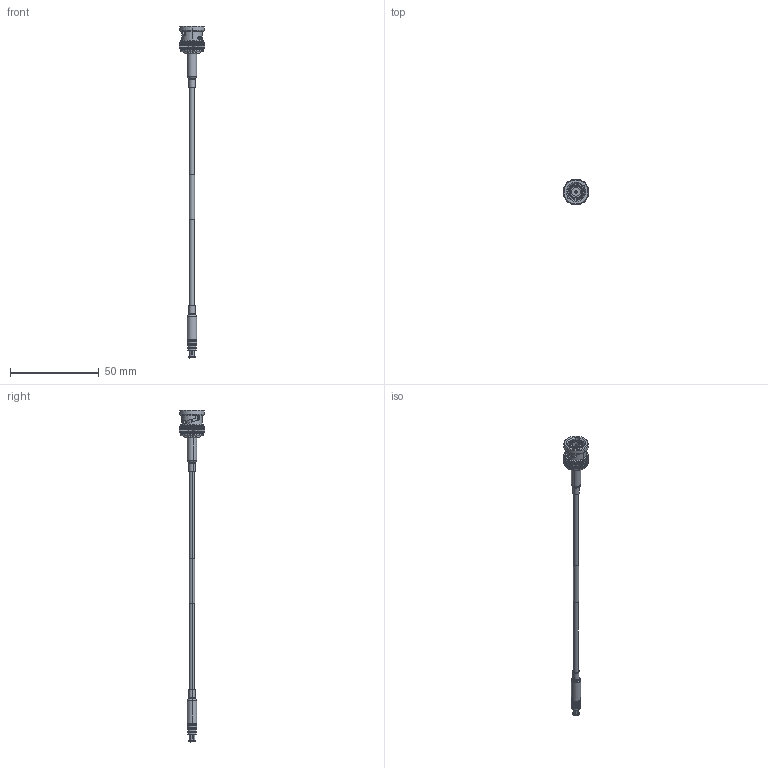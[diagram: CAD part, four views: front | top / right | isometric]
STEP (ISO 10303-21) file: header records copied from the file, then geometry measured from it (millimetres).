
FILE_DESCRIPTION (( 'STEP AP214' ), '1' );
FILE_NAME ('FMCA3205_3D.step', '2023-05-01T22:09:48', ( '' ), ( '' ), 'SwSTEP 2.0', 'SolidWorks 2022', '' );
FILE_SCHEMA (( 'AUTOMOTIVE_DESIGN' ));
Length unit declared in the file: inch
Products named in the file (5): FMCA3205_3D; PE45045 ¦ SC6031_CRIMPED; RG174_WITH LABEL; RG174-HEATSHRINK_.75" Long; SC9413A
Assembly tree (5 placements, depth 2):
  FMCA3205_3D
    RG174_WITH LABEL
    PE45045 ¦ SC6031_CRIMPED
    SC9413A
    RG174-HEATSHRINK_.75" Long  x2
Bounding box: 14.46 x 14.46 x 187.3 mm (x, y, z)
Volume: 2830.4 mm3; surface area: 5209.9 mm2
Topology: 7 solids, 8 shells, 617 faces, 1401 edges, 824 vertices
Faces by surface type: plane 230, cylinder 187, cone 168, torus 18, bspline 14
Entity records: 18403 total; most frequent: CARTESIAN_POINT 4876, DIRECTION 2797, ORIENTED_EDGE 2714, EDGE_CURVE 1357, AXIS2_PLACEMENT_3D 1163, VERTEX_POINT 800, EDGE_LOOP 629, FACE_OUTER_BOUND 595
